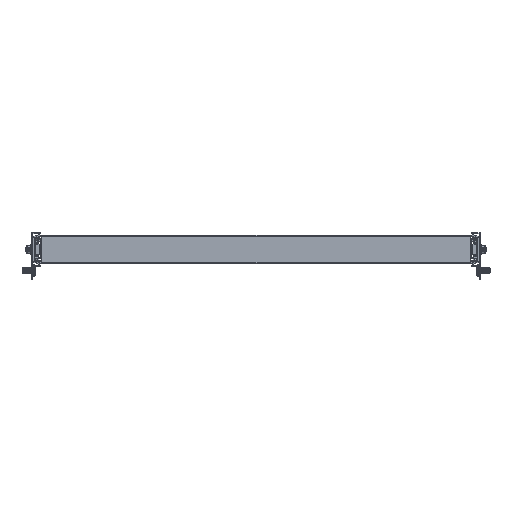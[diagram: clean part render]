
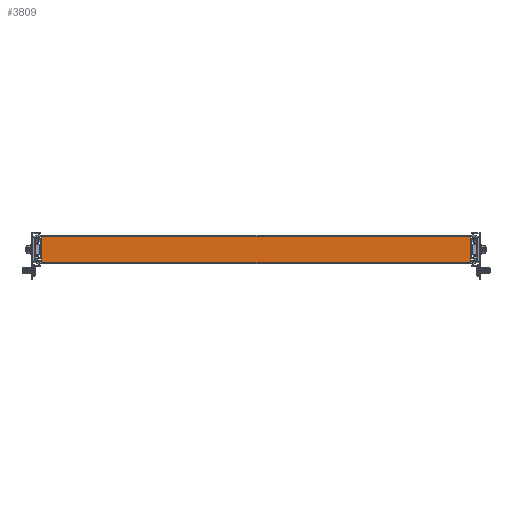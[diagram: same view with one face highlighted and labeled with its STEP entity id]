
A CAD part, front view. The second image highlights one B-rep face of the part: STEP entity #3809.
In plain terms, the highlighted planar face has unit normal (0, -1, 0).
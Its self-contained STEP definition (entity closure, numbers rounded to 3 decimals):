
#3809 = ADVANCED_FACE ( 'NONE', ( #10357 ), #10359, .F. ) ;
#7745 = EDGE_CURVE ( 'NONE', #11115, #11021, #35087, .T. ) ;
#7757 = EDGE_CURVE ( 'NONE', #11130, #11132, #35217, .T. ) ;
#7759 = EDGE_CURVE ( 'NONE', #11021, #11130, #35220, .T. ) ;
#7761 = EDGE_CURVE ( 'NONE', #11115, #11132, #35223, .T. ) ;
#9771 = AXIS2_PLACEMENT_3D ( 'NONE', #10340, #10363, #10365 ) ;
#10340 = CARTESIAN_POINT ( 'NONE',  ( 237.5, -210., 0. ) ) ;
#10357 = FACE_OUTER_BOUND ( 'NONE', #11359, .T. ) ;
#10359 = PLANE ( 'NONE',  #9771 ) ;
#10363 = DIRECTION ( 'NONE',  ( 0., 1., 0. ) ) ;
#10365 = DIRECTION ( 'NONE',  ( 0., 0., 1. ) ) ;
#11021 = VERTEX_POINT ( 'NONE', #36033 ) ;
#11115 = VERTEX_POINT ( 'NONE', #36124 ) ;
#11130 = VERTEX_POINT ( 'NONE', #36139 ) ;
#11132 = VERTEX_POINT ( 'NONE', #36141 ) ;
#11359 = EDGE_LOOP ( 'NONE', ( #16152, #16153, #16154, #16155 ) ) ;
#16152 = ORIENTED_EDGE ( 'NONE', *, *, #7759, .T. ) ;
#16153 = ORIENTED_EDGE ( 'NONE', *, *, #7757, .T. ) ;
#16154 = ORIENTED_EDGE ( 'NONE', *, *, #7761, .F. ) ;
#16155 = ORIENTED_EDGE ( 'NONE', *, *, #7745, .T. ) ;
#30415 = VECTOR ( 'NONE', #35202, 1000. ) ;
#30426 = VECTOR ( 'NONE', #35219, 1000. ) ;
#30427 = VECTOR ( 'NONE', #35222, 1000. ) ;
#30428 = VECTOR ( 'NONE', #35226, 1000. ) ;
#35087 = LINE ( 'NONE', #35200, #30415 ) ;
#35200 = CARTESIAN_POINT ( 'NONE',  ( -237.5, -210., 0. ) ) ;
#35202 = DIRECTION ( 'NONE',  ( 0., 0., -1. ) ) ;
#35217 = LINE ( 'NONE', #35218, #30426 ) ;
#35218 = CARTESIAN_POINT ( 'NONE',  ( 237.5, -210., 0. ) ) ;
#35219 = DIRECTION ( 'NONE',  ( 0., 0., 1. ) ) ;
#35220 = LINE ( 'NONE', #35221, #30427 ) ;
#35221 = CARTESIAN_POINT ( 'NONE',  ( -237.5, -210., -28.99 ) ) ;
#35222 = DIRECTION ( 'NONE',  ( 1., 0., 0. ) ) ;
#35223 = LINE ( 'NONE', #35225, #30428 ) ;
#35225 = CARTESIAN_POINT ( 'NONE',  ( 237.5, -210., -0.01 ) ) ;
#35226 = DIRECTION ( 'NONE',  ( 1., 0., 0. ) ) ;
#36033 = CARTESIAN_POINT ( 'NONE',  ( -237.5, -210., -28.99 ) ) ;
#36124 = CARTESIAN_POINT ( 'NONE',  ( -237.5, -210., -0.01 ) ) ;
#36139 = CARTESIAN_POINT ( 'NONE',  ( 237.5, -210., -28.99 ) ) ;
#36141 = CARTESIAN_POINT ( 'NONE',  ( 237.5, -210., -0.01 ) ) ;
